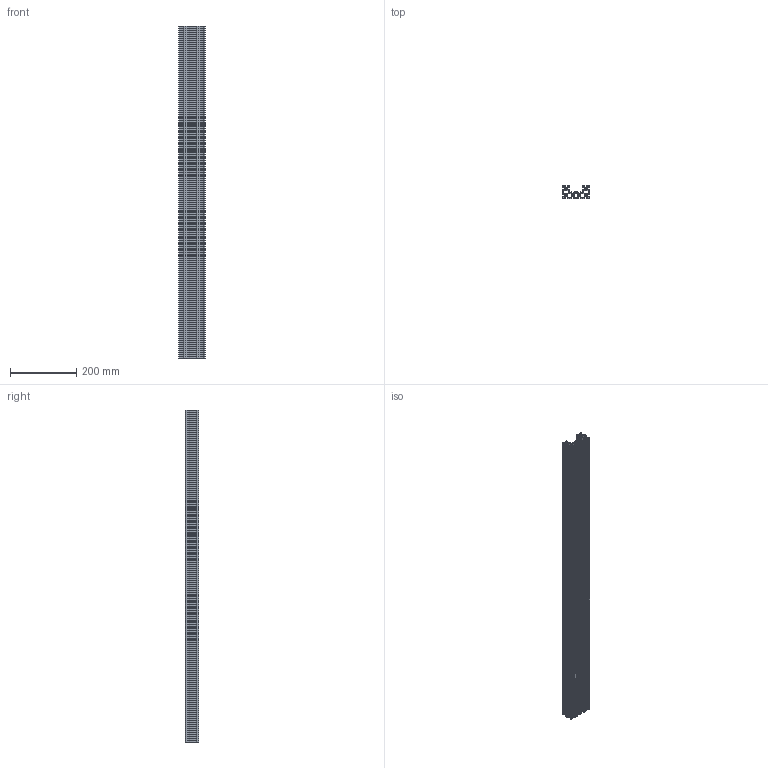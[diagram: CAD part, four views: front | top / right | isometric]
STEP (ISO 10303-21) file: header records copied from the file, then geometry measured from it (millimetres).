
FILE_DESCRIPTION (( 'STEP AP214' ), '1' );
FILE_NAME ('Ñáîðêà1.STEP', '2024-07-09T09:18:47', ( '' ), ( '' ), 'SwSTEP 2.0', 'SolidWorks 2022', '' );
FILE_SCHEMA (( 'AUTOMOTIVE_DESIGN' ));
Length unit declared in the file: millimetre
Products named in the file (2): Сборка1; V248.ПB Конструкционный профиль V40х80.П_00
Assembly tree (1 placements, depth 2):
  Сборка1
    V248.ПB Конструкционный профиль V40х80.П_00
Bounding box: 80 x 40 x 1000 mm (x, y, z)
Volume: 890168.5 mm3; surface area: 803628.9 mm2
Topology: 1 solids, 1 shells, 512 faces, 1530 edges, 1020 vertices
Faces by surface type: cylinder 258, plane 254
Entity records: 17480 total; most frequent: DIRECTION 3078, CARTESIAN_POINT 3066, ORIENTED_EDGE 3060, EDGE_CURVE 1530, AXIS2_PLACEMENT_3D 1032, VERTEX_POINT 1020, LINE 1014, VECTOR 1014
